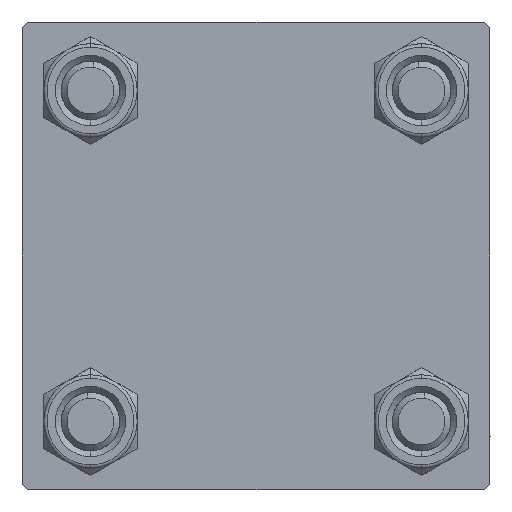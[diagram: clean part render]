
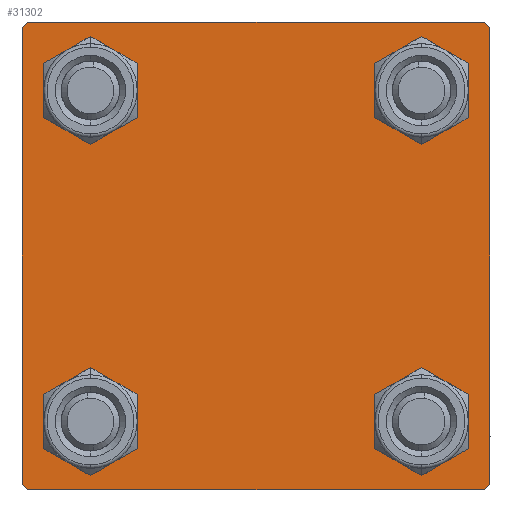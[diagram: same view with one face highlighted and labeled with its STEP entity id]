
A CAD part, left-side view. The second image highlights one B-rep face of the part: STEP entity #31302.
In plain terms, the highlighted planar face has unit normal (-1, 0, 0).
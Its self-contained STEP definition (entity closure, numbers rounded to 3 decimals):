
#376 = VECTOR ( 'NONE', #41503, 1000. ) ;
#429 = VERTEX_POINT ( 'NONE', #14480 ) ;
#463 = EDGE_CURVE ( 'NONE', #429, #21518, #6177, .T. ) ;
#1478 = CARTESIAN_POINT ( 'NONE',  ( 0., -14.15, -14.15 ) ) ;
#1501 = DIRECTION ( 'NONE',  ( 0., -1., 0. ) ) ;
#2379 = ORIENTED_EDGE ( 'NONE', *, *, #20445, .T. ) ;
#2683 = EDGE_LOOP ( 'NONE', ( #34398, #43080, #26732, #45591, #6462, #45585, #3637, #5640 ) ) ;
#2713 = LINE ( 'NONE', #6295, #42779 ) ;
#3111 = CARTESIAN_POINT ( 'NONE',  ( 0., 19.75, 19.75 ) ) ;
#3341 = CARTESIAN_POINT ( 'NONE',  ( 0., -14.15, 14.15 ) ) ;
#3637 = ORIENTED_EDGE ( 'NONE', *, *, #41641, .F. ) ;
#5640 = ORIENTED_EDGE ( 'NONE', *, *, #42656, .T. ) ;
#6162 = DIRECTION ( 'NONE',  ( 0., 0., -1. ) ) ;
#6177 = CIRCLE ( 'NONE', #28078, 3. ) ;
#6241 = VECTOR ( 'NONE', #34142, 1000. ) ;
#6295 = CARTESIAN_POINT ( 'NONE',  ( 0., -19.75, -19.75 ) ) ;
#6412 = CARTESIAN_POINT ( 'NONE',  ( 0., 14.15, 11.15 ) ) ;
#6440 = LINE ( 'NONE', #3111, #376 ) ;
#6462 = ORIENTED_EDGE ( 'NONE', *, *, #29583, .F. ) ;
#6803 = LINE ( 'NONE', #14672, #15398 ) ;
#7014 = EDGE_CURVE ( 'NONE', #15434, #35848, #8034, .T. ) ;
#7170 = CARTESIAN_POINT ( 'NONE',  ( 0., -19.5, -20. ) ) ;
#8034 = CIRCLE ( 'NONE', #42129, 3. ) ;
#10947 = CARTESIAN_POINT ( 'NONE',  ( 0., -14.15, 11.15 ) ) ;
#11161 = CARTESIAN_POINT ( 'NONE',  ( 0., -14.15, 17.15 ) ) ;
#11446 = DIRECTION ( 'NONE',  ( 0., 0., 1. ) ) ;
#11475 = DIRECTION ( 'NONE',  ( 1., 0., 0. ) ) ;
#11669 = DIRECTION ( 'NONE',  ( 1., 0., 0. ) ) ;
#11861 = CARTESIAN_POINT ( 'NONE',  ( 0., 0., 0. ) ) ;
#12001 = EDGE_CURVE ( 'NONE', #33513, #35172, #38093, .T. ) ;
#13096 = VECTOR ( 'NONE', #28545, 1000. ) ;
#13271 = CARTESIAN_POINT ( 'NONE',  ( 0., -20., 20. ) ) ;
#13415 = VERTEX_POINT ( 'NONE', #30871 ) ;
#13995 = VERTEX_POINT ( 'NONE', #18558 ) ;
#14231 = EDGE_CURVE ( 'NONE', #46553, #38340, #17003, .T. ) ;
#14480 = CARTESIAN_POINT ( 'NONE',  ( 0., 14.15, -17.15 ) ) ;
#14672 = CARTESIAN_POINT ( 'NONE',  ( 0., 19.75, -19.75 ) ) ;
#14905 = FACE_BOUND ( 'NONE', #16836, .T. ) ;
#14909 = EDGE_LOOP ( 'NONE', ( #24642, #34854 ) ) ;
#15293 = CARTESIAN_POINT ( 'NONE',  ( 0., 14.15, 14.15 ) ) ;
#15398 = VECTOR ( 'NONE', #30432, 1000. ) ;
#15434 = VERTEX_POINT ( 'NONE', #48817 ) ;
#15540 = DIRECTION ( 'NONE',  ( 1., 0., 0. ) ) ;
#15662 = FACE_BOUND ( 'NONE', #22816, .T. ) ;
#15764 = CIRCLE ( 'NONE', #22255, 3. ) ;
#16066 = CARTESIAN_POINT ( 'NONE',  ( 0., 14.15, -11.15 ) ) ;
#16176 = VERTEX_POINT ( 'NONE', #36744 ) ;
#16820 = CIRCLE ( 'NONE', #41960, 3. ) ;
#16836 = EDGE_LOOP ( 'NONE', ( #22965, #17580 ) ) ;
#17003 = LINE ( 'NONE', #36577, #35887 ) ;
#17580 = ORIENTED_EDGE ( 'NONE', *, *, #24099, .T. ) ;
#18019 = VERTEX_POINT ( 'NONE', #41040 ) ;
#18148 = VERTEX_POINT ( 'NONE', #36098 ) ;
#18558 = CARTESIAN_POINT ( 'NONE',  ( 0., -14.15, -11.15 ) ) ;
#18892 = CIRCLE ( 'NONE', #31083, 3. ) ;
#19137 = AXIS2_PLACEMENT_3D ( 'NONE', #1478, #36551, #43926 ) ;
#19212 = CIRCLE ( 'NONE', #46872, 3. ) ;
#19831 = VERTEX_POINT ( 'NONE', #42055 ) ;
#20445 = EDGE_CURVE ( 'NONE', #21518, #429, #18892, .T. ) ;
#21518 = VERTEX_POINT ( 'NONE', #16066 ) ;
#21787 = DIRECTION ( 'NONE',  ( 0., -0.707, 0.707 ) ) ;
#22079 = CARTESIAN_POINT ( 'NONE',  ( 0., -20., -19.5 ) ) ;
#22241 = EDGE_CURVE ( 'NONE', #40552, #16176, #29637, .T. ) ;
#22255 = AXIS2_PLACEMENT_3D ( 'NONE', #43217, #43720, #47040 ) ;
#22701 = CARTESIAN_POINT ( 'NONE',  ( 0., 20., 20. ) ) ;
#22816 = EDGE_LOOP ( 'NONE', ( #28231, #25939 ) ) ;
#22965 = ORIENTED_EDGE ( 'NONE', *, *, #12001, .T. ) ;
#23458 = LINE ( 'NONE', #22701, #6241 ) ;
#23629 = CARTESIAN_POINT ( 'NONE',  ( 0., 14.15, -14.15 ) ) ;
#23920 = DIRECTION ( 'NONE',  ( 0., 0., 1. ) ) ;
#24099 = EDGE_CURVE ( 'NONE', #35172, #33513, #15764, .T. ) ;
#24642 = ORIENTED_EDGE ( 'NONE', *, *, #7014, .T. ) ;
#24950 = AXIS2_PLACEMENT_3D ( 'NONE', #11861, #49495, #41864 ) ;
#25195 = VERTEX_POINT ( 'NONE', #22079 ) ;
#25604 = DIRECTION ( 'NONE',  ( 0., 0., 1. ) ) ;
#25939 = ORIENTED_EDGE ( 'NONE', *, *, #44040, .T. ) ;
#26105 = DIRECTION ( 'NONE',  ( 1., 0., 0. ) ) ;
#26612 = FACE_BOUND ( 'NONE', #45592, .T. ) ;
#26732 = ORIENTED_EDGE ( 'NONE', *, *, #14231, .T. ) ;
#26935 = DIRECTION ( 'NONE',  ( 0., 0., 1. ) ) ;
#28078 = AXIS2_PLACEMENT_3D ( 'NONE', #47007, #11669, #42686 ) ;
#28189 = VECTOR ( 'NONE', #6162, 1000. ) ;
#28231 = ORIENTED_EDGE ( 'NONE', *, *, #47702, .T. ) ;
#28545 = DIRECTION ( 'NONE',  ( 0., -1., 0. ) ) ;
#28608 = EDGE_CURVE ( 'NONE', #18148, #18019, #23458, .T. ) ;
#28871 = CIRCLE ( 'NONE', #19137, 3. ) ;
#29416 = CARTESIAN_POINT ( 'NONE',  ( 0., 14.15, 14.15 ) ) ;
#29583 = EDGE_CURVE ( 'NONE', #40552, #25195, #36155, .T. ) ;
#29637 = LINE ( 'NONE', #49211, #31963 ) ;
#30257 = DIRECTION ( 'NONE',  ( 1., 0., 0. ) ) ;
#30295 = EDGE_CURVE ( 'NONE', #38340, #25195, #2713, .T. ) ;
#30432 = DIRECTION ( 'NONE',  ( 0., -0.707, -0.707 ) ) ;
#30871 = CARTESIAN_POINT ( 'NONE',  ( 0., 19.5, 20. ) ) ;
#31083 = AXIS2_PLACEMENT_3D ( 'NONE', #23629, #50326, #26935 ) ;
#31302 = ADVANCED_FACE ( 'NONE', ( #14905, #15662, #26612, #46682, #38817 ), #46432, .T. ) ;
#31596 = AXIS2_PLACEMENT_3D ( 'NONE', #3341, #11475, #41728 ) ;
#31963 = VECTOR ( 'NONE', #33704, 1000. ) ;
#33513 = VERTEX_POINT ( 'NONE', #11161 ) ;
#33704 = DIRECTION ( 'NONE',  ( 0., 0.707, 0.707 ) ) ;
#33971 = EDGE_CURVE ( 'NONE', #35848, #15434, #19212, .T. ) ;
#34142 = DIRECTION ( 'NONE',  ( 0., 0., -1. ) ) ;
#34398 = ORIENTED_EDGE ( 'NONE', *, *, #28608, .T. ) ;
#34854 = ORIENTED_EDGE ( 'NONE', *, *, #33971, .T. ) ;
#35172 = VERTEX_POINT ( 'NONE', #10947 ) ;
#35848 = VERTEX_POINT ( 'NONE', #6412 ) ;
#35887 = VECTOR ( 'NONE', #1501, 1000. ) ;
#36098 = CARTESIAN_POINT ( 'NONE',  ( 0., 20., 19.5 ) ) ;
#36155 = LINE ( 'NONE', #13271, #28189 ) ;
#36551 = DIRECTION ( 'NONE',  ( 1., 0., 0. ) ) ;
#36577 = CARTESIAN_POINT ( 'NONE',  ( 0., 20., -20. ) ) ;
#36673 = LINE ( 'NONE', #48121, #13096 ) ;
#36744 = CARTESIAN_POINT ( 'NONE',  ( 0., -19.5, 20. ) ) ;
#37431 = ORIENTED_EDGE ( 'NONE', *, *, #463, .T. ) ;
#38093 = CIRCLE ( 'NONE', #31596, 3. ) ;
#38340 = VERTEX_POINT ( 'NONE', #7170 ) ;
#38817 = FACE_OUTER_BOUND ( 'NONE', #2683, .T. ) ;
#40063 = EDGE_CURVE ( 'NONE', #18019, #46553, #6803, .T. ) ;
#40219 = CARTESIAN_POINT ( 'NONE',  ( 0., -20., 19.5 ) ) ;
#40552 = VERTEX_POINT ( 'NONE', #40219 ) ;
#41040 = CARTESIAN_POINT ( 'NONE',  ( 0., 20., -19.5 ) ) ;
#41503 = DIRECTION ( 'NONE',  ( 0., 0.707, -0.707 ) ) ;
#41641 = EDGE_CURVE ( 'NONE', #13415, #16176, #36673, .T. ) ;
#41728 = DIRECTION ( 'NONE',  ( 0., 0., 1. ) ) ;
#41864 = DIRECTION ( 'NONE',  ( 0., 0., 1. ) ) ;
#41960 = AXIS2_PLACEMENT_3D ( 'NONE', #49823, #30257, #11446 ) ;
#42055 = CARTESIAN_POINT ( 'NONE',  ( 0., -14.15, -17.15 ) ) ;
#42129 = AXIS2_PLACEMENT_3D ( 'NONE', #29416, #26105, #25604 ) ;
#42656 = EDGE_CURVE ( 'NONE', #13415, #18148, #6440, .T. ) ;
#42686 = DIRECTION ( 'NONE',  ( 0., 0., 1. ) ) ;
#42779 = VECTOR ( 'NONE', #21787, 1000. ) ;
#43080 = ORIENTED_EDGE ( 'NONE', *, *, #40063, .T. ) ;
#43217 = CARTESIAN_POINT ( 'NONE',  ( 0., -14.15, 14.15 ) ) ;
#43313 = CARTESIAN_POINT ( 'NONE',  ( 0., 19.5, -20. ) ) ;
#43720 = DIRECTION ( 'NONE',  ( 1., 0., 0. ) ) ;
#43926 = DIRECTION ( 'NONE',  ( 0., 0., 1. ) ) ;
#44040 = EDGE_CURVE ( 'NONE', #19831, #13995, #28871, .T. ) ;
#45585 = ORIENTED_EDGE ( 'NONE', *, *, #22241, .T. ) ;
#45591 = ORIENTED_EDGE ( 'NONE', *, *, #30295, .T. ) ;
#45592 = EDGE_LOOP ( 'NONE', ( #2379, #37431 ) ) ;
#46432 = PLANE ( 'NONE',  #24950 ) ;
#46553 = VERTEX_POINT ( 'NONE', #43313 ) ;
#46682 = FACE_BOUND ( 'NONE', #14909, .T. ) ;
#46872 = AXIS2_PLACEMENT_3D ( 'NONE', #15293, #15540, #23920 ) ;
#47007 = CARTESIAN_POINT ( 'NONE',  ( 0., 14.15, -14.15 ) ) ;
#47040 = DIRECTION ( 'NONE',  ( 0., 0., 1. ) ) ;
#47702 = EDGE_CURVE ( 'NONE', #13995, #19831, #16820, .T. ) ;
#48121 = CARTESIAN_POINT ( 'NONE',  ( 0., 20., 20. ) ) ;
#48817 = CARTESIAN_POINT ( 'NONE',  ( 0., 14.15, 17.15 ) ) ;
#49211 = CARTESIAN_POINT ( 'NONE',  ( 0., -19.75, 19.75 ) ) ;
#49495 = DIRECTION ( 'NONE',  ( -1., 0., 0. ) ) ;
#49823 = CARTESIAN_POINT ( 'NONE',  ( 0., -14.15, -14.15 ) ) ;
#50326 = DIRECTION ( 'NONE',  ( 1., 0., 0. ) ) ;
